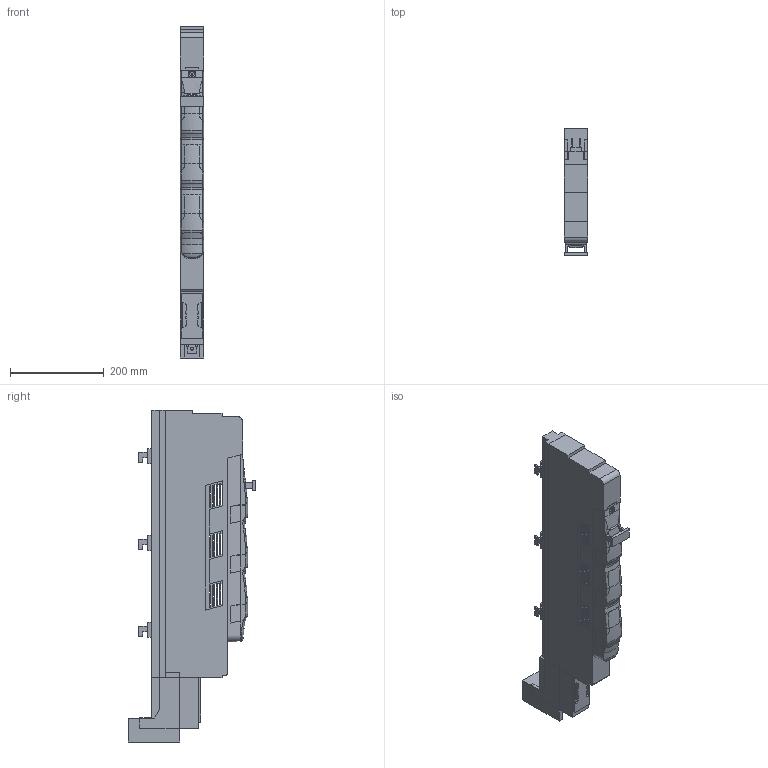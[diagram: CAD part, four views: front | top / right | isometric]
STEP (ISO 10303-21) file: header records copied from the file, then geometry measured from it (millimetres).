
FILE_DESCRIPTION(/* description */ ('STEP AP214'),/* implementation_level */ '2;1');
FILE_NAME(/* name */ '33610',/* time_stamp */ '2023-09-18T13:47:56+02:00',/* author */ ('License CC BY-ND 4.0'),/* organization */ ('CADENAS'),/* preprocessor_version */ 'ST-DEVELOPER v19.3',/* originating_system */ 'PARTsolutions',/* authorisation */ ' ');
FILE_SCHEMA (('AUTOMOTIVE_DESIGN {1 0 10303 214 3 1 1}'));
Length unit declared in the file: millimetre
Products named in the file (8): 33610; Cover 1; Top lid; Top cover; Contact; Middle part; Terminal clamp; Bottom part flat
Assembly tree (22 placements, depth 2):
  33610
    Cover 1
    Top lid  x3
    Top cover
    Contact  x12
    Middle part
    Terminal clamp  x3
    Bottom part flat
Bounding box: 50 x 271.7 x 706.5 mm (x, y, z)
Volume: 4610863 mm3; surface area: 642083.1 mm2
Topology: 22 solids, 22 shells, 890 faces, 2427 edges, 1617 vertices
Faces by surface type: plane 715, cylinder 116, torus 37, bspline 14, cone 8
Full cylindrical faces by diameter (mm): 2.6 x1, 4 x6, 6.6 x3, 6.8 x3, 11.8 x6, 12 x9, 16 x1, 17.6 x3
Entity records: 21440 total; most frequent: CARTESIAN_POINT 4458, ORIENTED_EDGE 3442, DIRECTION 2985, EDGE_CURVE 1721, LINE 1259, VECTOR 1259, VERTEX_POINT 1167, AXIS2_PLACEMENT_3D 863
